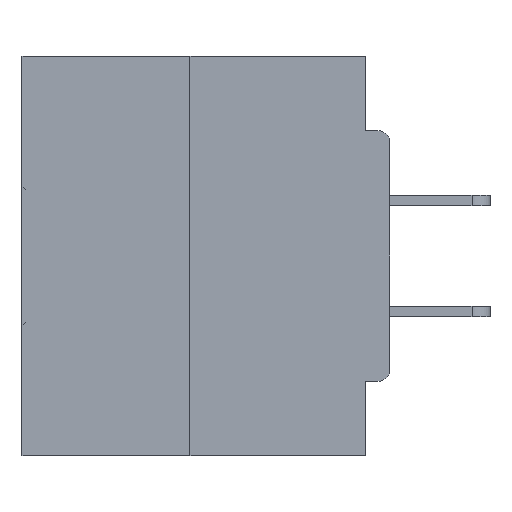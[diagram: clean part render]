
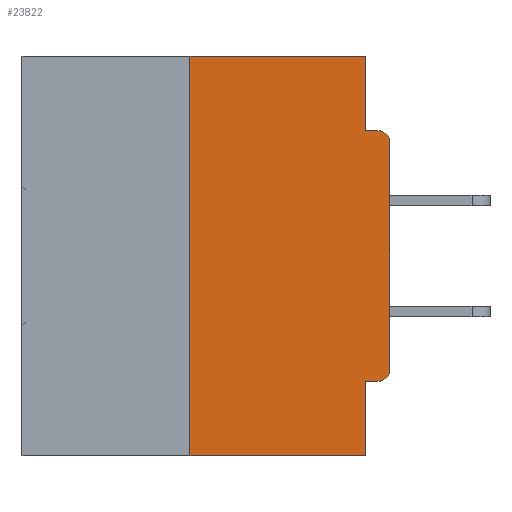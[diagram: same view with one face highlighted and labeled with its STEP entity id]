
A CAD part, left-side view. The second image highlights one B-rep face of the part: STEP entity #23822.
In plain terms, the highlighted planar face has unit normal (-1, 0, 0).
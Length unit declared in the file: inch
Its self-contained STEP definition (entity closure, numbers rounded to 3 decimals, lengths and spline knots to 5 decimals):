
#1331 = VECTOR ( 'NONE', #23611, 39.37008 ) ;
#1590 = CARTESIAN_POINT ( 'NONE',  ( 0., 0.25, -0.5 ) ) ;
#1931 = CARTESIAN_POINT ( 'NONE',  ( 0., 0., -0.0935 ) ) ;
#1957 = DIRECTION ( 'NONE',  ( 0., -1., 0. ) ) ;
#2002 = EDGE_LOOP ( 'NONE', ( #35142, #17911, #15067, #38048, #28742, #28512, #23320, #4807, #26229, #3005 ) ) ;
#2348 = EDGE_CURVE ( 'NONE', #19097, #13288, #6229, .T. ) ;
#3005 = ORIENTED_EDGE ( 'NONE', *, *, #5457, .F. ) ;
#3054 = DIRECTION ( 'NONE',  ( 0., 0., 1. ) ) ;
#4807 = ORIENTED_EDGE ( 'NONE', *, *, #20983, .T. ) ;
#4931 = CIRCLE ( 'NONE', #33657, 0.015 ) ;
#5457 = EDGE_CURVE ( 'NONE', #31240, #22894, #32771, .T. ) ;
#6229 = CIRCLE ( 'NONE', #30356, 0.015 ) ;
#8875 = CARTESIAN_POINT ( 'NONE',  ( 0., 0.031, -0.0935 ) ) ;
#9091 = EDGE_CURVE ( 'NONE', #37537, #10635, #32211, .T. ) ;
#9331 = EDGE_CURVE ( 'NONE', #24684, #31240, #28638, .T. ) ;
#9402 = VECTOR ( 'NONE', #30191, 39.37008 ) ;
#9703 = CARTESIAN_POINT ( 'NONE',  ( 0., 0.031, -0.5 ) ) ;
#10635 = VERTEX_POINT ( 'NONE', #16785 ) ;
#11716 = CARTESIAN_POINT ( 'NONE',  ( 0., 0.46, -0.5 ) ) ;
#11972 = CARTESIAN_POINT ( 'NONE',  ( 0., 0.015, -0.1085 ) ) ;
#12118 = DIRECTION ( 'NONE',  ( 0., 1., 0. ) ) ;
#13288 = VERTEX_POINT ( 'NONE', #29670 ) ;
#14079 = VECTOR ( 'NONE', #25586, 39.37008 ) ;
#14561 = CARTESIAN_POINT ( 'NONE',  ( 0., 0.015, -0.3915 ) ) ;
#14836 = DIRECTION ( 'NONE',  ( 0., 0., -1. ) ) ;
#14955 = DIRECTION ( 'NONE',  ( 0., 0., -1. ) ) ;
#15067 = ORIENTED_EDGE ( 'NONE', *, *, #32736, .T. ) ;
#15722 = EDGE_CURVE ( 'NONE', #22894, #17940, #19630, .T. ) ;
#16199 = DIRECTION ( 'NONE',  ( 0., 0., -1. ) ) ;
#16389 = LINE ( 'NONE', #25258, #22944 ) ;
#16785 = CARTESIAN_POINT ( 'NONE',  ( 0., 0.031, -0.5 ) ) ;
#17125 = CARTESIAN_POINT ( 'NONE',  ( 0., 0.46, 0. ) ) ;
#17528 = PLANE ( 'NONE',  #35581 ) ;
#17646 = CARTESIAN_POINT ( 'NONE',  ( 0., 0.015, -0.4065 ) ) ;
#17911 = ORIENTED_EDGE ( 'NONE', *, *, #36779, .F. ) ;
#17940 = VERTEX_POINT ( 'NONE', #28068 ) ;
#18216 = VERTEX_POINT ( 'NONE', #1590 ) ;
#18760 = DIRECTION ( 'NONE',  ( -1., 0., 0. ) ) ;
#19019 = EDGE_CURVE ( 'NONE', #19097, #37537, #16389, .T. ) ;
#19097 = VERTEX_POINT ( 'NONE', #17646 ) ;
#19630 = LINE ( 'NONE', #1931, #24719 ) ;
#19885 = LINE ( 'NONE', #11716, #28990 ) ;
#20983 = EDGE_CURVE ( 'NONE', #33494, #17940, #4931, .T. ) ;
#21044 = LINE ( 'NONE', #40320, #9402 ) ;
#22894 = VERTEX_POINT ( 'NONE', #8875 ) ;
#22944 = VECTOR ( 'NONE', #12118, 39.37008 ) ;
#23320 = ORIENTED_EDGE ( 'NONE', *, *, #25807, .T. ) ;
#23611 = DIRECTION ( 'NONE',  ( 0., -1., 0. ) ) ;
#23822 = ADVANCED_FACE ( 'NONE', ( #34446 ), #17528, .F. ) ;
#24559 = DIRECTION ( 'NONE',  ( 1., 0., 0. ) ) ;
#24684 = VERTEX_POINT ( 'NONE', #25606 ) ;
#24719 = VECTOR ( 'NONE', #37219, 39.37008 ) ;
#25258 = CARTESIAN_POINT ( 'NONE',  ( 0., 0., -0.4065 ) ) ;
#25586 = DIRECTION ( 'NONE',  ( 0., 0., -1. ) ) ;
#25606 = CARTESIAN_POINT ( 'NONE',  ( 0., 0.25, 0. ) ) ;
#25807 = EDGE_CURVE ( 'NONE', #13288, #33494, #27829, .T. ) ;
#26229 = ORIENTED_EDGE ( 'NONE', *, *, #15722, .F. ) ;
#27549 = CARTESIAN_POINT ( 'NONE',  ( 0., 0.46, 0. ) ) ;
#27584 = DIRECTION ( 'NONE',  ( -1., 0., 0. ) ) ;
#27829 = LINE ( 'NONE', #28500, #32347 ) ;
#28068 = CARTESIAN_POINT ( 'NONE',  ( 0., 0.015, -0.0935 ) ) ;
#28500 = CARTESIAN_POINT ( 'NONE',  ( 0., 0., 0. ) ) ;
#28512 = ORIENTED_EDGE ( 'NONE', *, *, #2348, .T. ) ;
#28638 = LINE ( 'NONE', #17125, #1331 ) ;
#28742 = ORIENTED_EDGE ( 'NONE', *, *, #19019, .F. ) ;
#28982 = CARTESIAN_POINT ( 'NONE',  ( 0., 0.031, 0. ) ) ;
#28990 = VECTOR ( 'NONE', #1957, 39.37008 ) ;
#29670 = CARTESIAN_POINT ( 'NONE',  ( 0., 0., -0.3915 ) ) ;
#30191 = DIRECTION ( 'NONE',  ( 0., 0., 1. ) ) ;
#30356 = AXIS2_PLACEMENT_3D ( 'NONE', #14561, #27584, #14836 ) ;
#31218 = DIRECTION ( 'NONE',  ( 0., 0., -1. ) ) ;
#31234 = CARTESIAN_POINT ( 'NONE',  ( 0., 0., -0.1085 ) ) ;
#31240 = VERTEX_POINT ( 'NONE', #32260 ) ;
#31268 = CARTESIAN_POINT ( 'NONE',  ( 0., 0.031, -0.4065 ) ) ;
#32211 = LINE ( 'NONE', #9703, #40321 ) ;
#32260 = CARTESIAN_POINT ( 'NONE',  ( 0., 0.031, 0. ) ) ;
#32347 = VECTOR ( 'NONE', #3054, 39.37008 ) ;
#32736 = EDGE_CURVE ( 'NONE', #18216, #10635, #19885, .T. ) ;
#32771 = LINE ( 'NONE', #28982, #14079 ) ;
#33494 = VERTEX_POINT ( 'NONE', #31234 ) ;
#33657 = AXIS2_PLACEMENT_3D ( 'NONE', #11972, #18760, #31218 ) ;
#34446 = FACE_OUTER_BOUND ( 'NONE', #2002, .T. ) ;
#35142 = ORIENTED_EDGE ( 'NONE', *, *, #9331, .F. ) ;
#35581 = AXIS2_PLACEMENT_3D ( 'NONE', #27549, #24559, #14955 ) ;
#36779 = EDGE_CURVE ( 'NONE', #18216, #24684, #21044, .T. ) ;
#37219 = DIRECTION ( 'NONE',  ( 0., -1., 0. ) ) ;
#37537 = VERTEX_POINT ( 'NONE', #31268 ) ;
#38048 = ORIENTED_EDGE ( 'NONE', *, *, #9091, .F. ) ;
#40321 = VECTOR ( 'NONE', #16199, 39.37008 ) ;
#40320 = CARTESIAN_POINT ( 'NONE',  ( 0., 0.25, 0. ) ) ;
